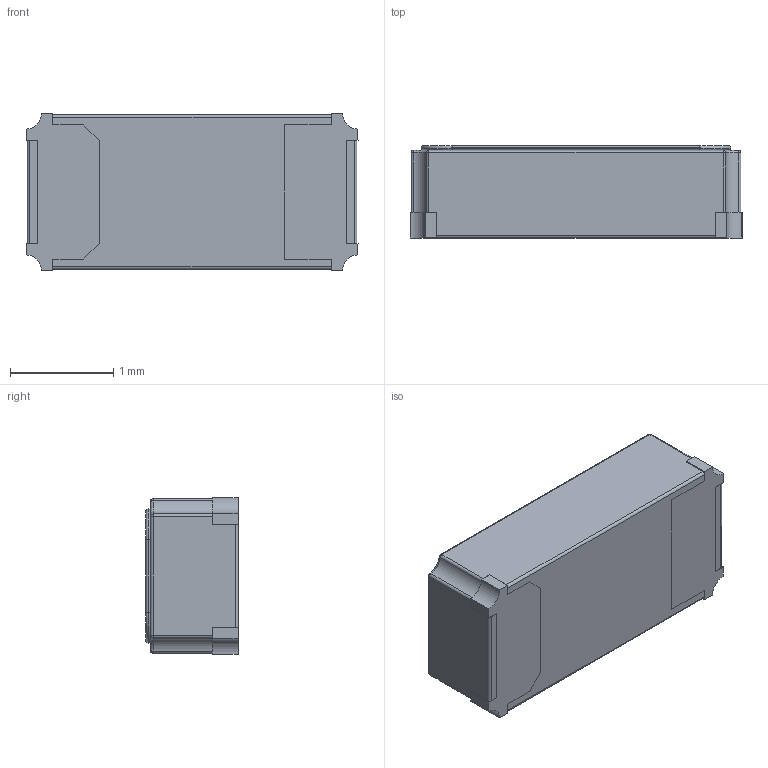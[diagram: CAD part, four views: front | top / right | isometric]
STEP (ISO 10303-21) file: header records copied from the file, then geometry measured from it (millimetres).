
FILE_DESCRIPTION(('FreeCAD Model'),'2;1');
FILE_NAME('Open CASCADE Shape Model','2021-05-08T01:06:33',('Author'),( ''),'Open CASCADE STEP processor 7.5','FreeCAD','Unknown');
FILE_SCHEMA(('AUTOMOTIVE_DESIGN { 1 0 10303 214 1 1 1 1 }'));
Length unit declared in the file: millimetre
Products named in the file (4): User Library-ABS07; ABS07 Body_2; ABS07 Pads_2; Body
Assembly tree (3 placements, depth 2):
  User Library-ABS07
    ABS07 Body_2
    ABS07 Pads_2
    Body
Bounding box: 3.22 x 0.9 x 1.52 mm (x, y, z)
Volume: 4.2 mm3; surface area: 32.3 mm2
Topology: 3 solids, 3 shells, 122 faces, 306 edges, 188 vertices
Faces by surface type: plane 64, cylinder 38, bspline 12, torus 8
Entity records: 8660 total; most frequent: CARTESIAN_POINT 2468, DIRECTION 1164, LINE 726, VECTOR 726, ORIENTED_EDGE 604, PCURVE 604, DEFINITIONAL_REPRESENTATION 604, EDGE_CURVE 302
